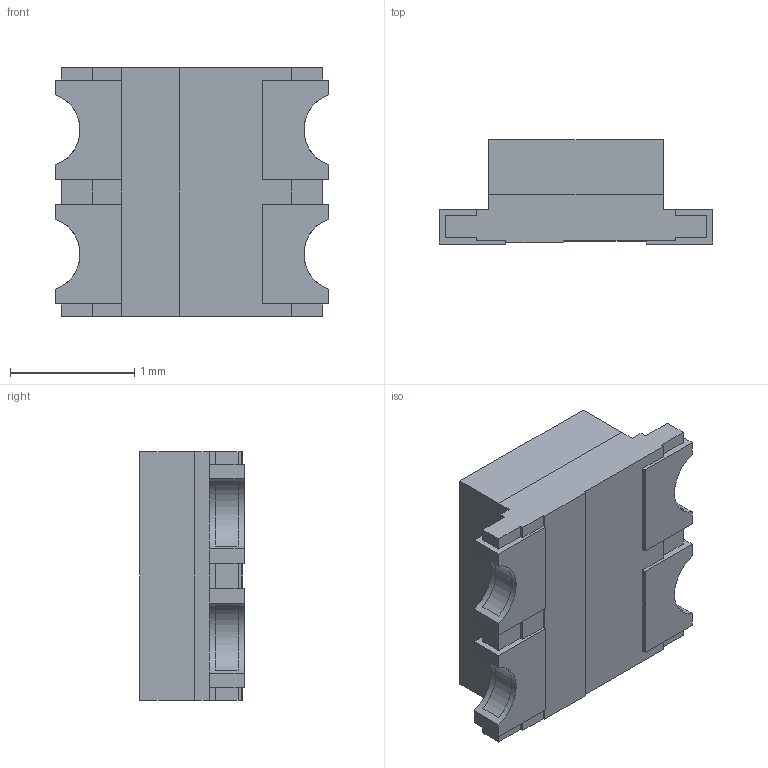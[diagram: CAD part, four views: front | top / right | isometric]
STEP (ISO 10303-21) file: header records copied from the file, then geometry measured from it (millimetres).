
FILE_DESCRIPTION(/* description */ (''),/* implementation_level */ '2;1');
FILE_NAME(/* name */ 'WS2812B-2020.stp',/* time_stamp */ '2020-03-18T14:58:13+01:00',/* author */ ('sawaiz'),/* organization */ (''),/* preprocessor_version */ 'ST-DEVELOPER v18',/* originating_system */ 'Autodesk Inventor 2020',/* authorisation */ '');
FILE_SCHEMA (('AUTOMOTIVE_DESIGN { 1 0 10303 214 3 1 1 }'));
Length unit declared in the file: millimetre
Products named in the file (1): WS2812B-2020
Bounding box: 2.2 x 0.84 x 2 mm (x, y, z)
Volume: 2.6 mm3; surface area: 26.6 mm2
Topology: 6 solids, 6 shells, 136 faces, 360 edges, 240 vertices
Faces by surface type: plane 128, cylinder 8
Entity records: 4351 total; most frequent: CARTESIAN_POINT 737, ORIENTED_EDGE 720, DIRECTION 658, EDGE_CURVE 360, LINE 336, VECTOR 336, VERTEX_POINT 240, AXIS2_PLACEMENT_3D 161
